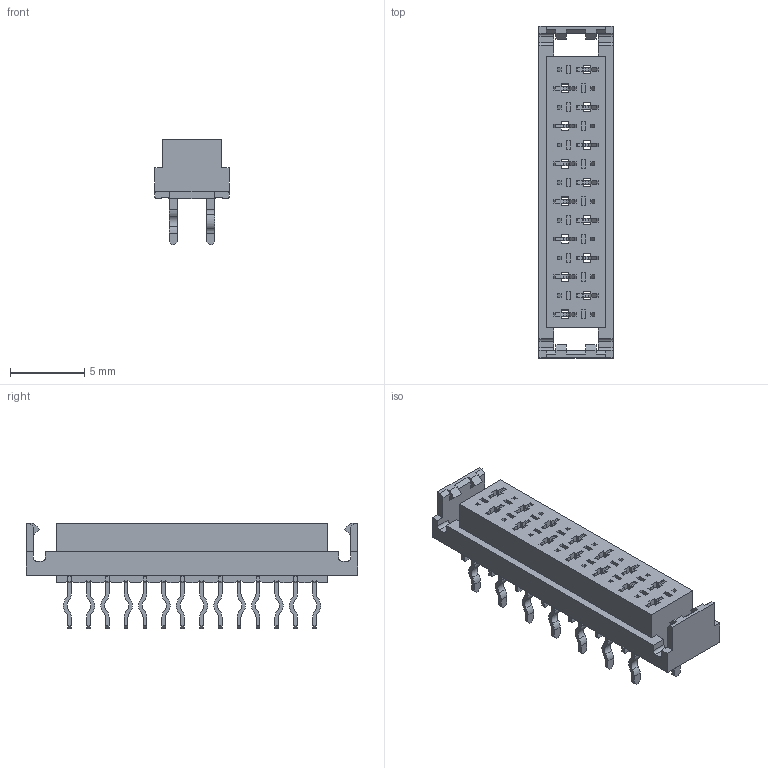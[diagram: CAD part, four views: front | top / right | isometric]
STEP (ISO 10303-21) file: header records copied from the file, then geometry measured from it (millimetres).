
FILE_DESCRIPTION(/* description */ ('Unknown'),/* implementation_level */ '2;1');
FILE_NAME(/* name */ 'J_Wurth_WR-MM_690367191472',/* time_stamp */ '2025-05-08T10:26:31+08:00',/* author */ ('Unknown'),/* organization */ ('Unknown'),/* preprocessor_version */ 'ST-DEVELOPER v19.4',/* originating_system */ 'Solid Edge',/* authorisation */ 'Unknown');
FILE_SCHEMA (('AUTOMOTIVE_DESIGN {1 0 10303 214 3 1 1}'));
Length unit declared in the file: millimetre
Products named in the file (2): J_Wurth_WR-MM_690367191472
Assembly tree (1 placements, depth 2):
  J_Wurth_WR-MM_690367191472
    J_Wurth_WR-MM_690367191472
Bounding box: 5 x 22.38 x 7.1 mm (x, y, z)
Volume: 324.3 mm3; surface area: 776.7 mm2
Topology: 1 solids, 1 shells, 1203 faces, 3454 edges, 2208 vertices
Faces by surface type: plane 915, cylinder 288
Entity records: 47408 total; most frequent: CARTESIAN_POINT 6951, ORIENTED_EDGE 6908, DIRECTION 6440, EDGE_CURVE 3454, LINE 2822, VECTOR 2822, VERTEX_POINT 2208, AXIS2_PLACEMENT_3D 1809
